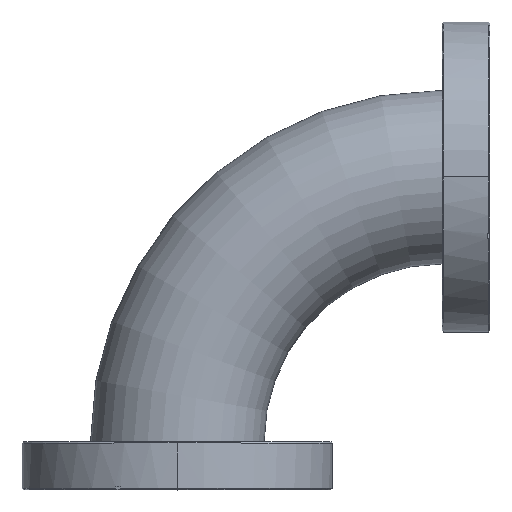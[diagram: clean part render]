
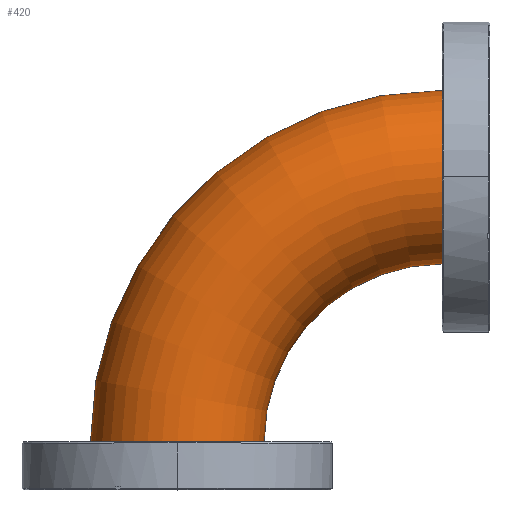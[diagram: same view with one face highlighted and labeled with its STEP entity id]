
A CAD part, top view. The second image highlights one B-rep face of the part: STEP entity #420.
In plain terms, the highlighted toroidal (fillet/blend) face has major radius 96.8 mm and minor radius 31.75 mm.
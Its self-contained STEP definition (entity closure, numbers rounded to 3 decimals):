
#1 = ORIENTED_EDGE ( 'NONE', *, *, #2547, .T. ) ;
#60 = CARTESIAN_POINT ( 'NONE',  ( 0., 96.8, 31.75 ) ) ;
#159 = DIRECTION ( 'NONE',  ( 0., 0., 1. ) ) ;
#207 = DIRECTION ( 'NONE',  ( 0., 0., -1. ) ) ;
#250 = CARTESIAN_POINT ( 'NONE',  ( 0., 128.55, 0. ) ) ;
#319 = CARTESIAN_POINT ( 'NONE',  ( -128.55, 0., 0. ) ) ;
#420 = ADVANCED_FACE ( 'NONE', ( #2603 ), #2013, .T. ) ;
#459 = CARTESIAN_POINT ( 'NONE',  ( 0., 96.8, 0. ) ) ;
#470 = ORIENTED_EDGE ( 'NONE', *, *, #865, .F. ) ;
#478 = CIRCLE ( 'NONE', #2139, 31.75 ) ;
#603 = CARTESIAN_POINT ( 'NONE',  ( 0., 0., 0. ) ) ;
#639 = CARTESIAN_POINT ( 'NONE',  ( 0., 96.8, 0. ) ) ;
#664 = EDGE_CURVE ( 'NONE', #1295, #1280, #845, .T. ) ;
#700 = DIRECTION ( 'NONE',  ( 0., 0., -1. ) ) ;
#845 = CIRCLE ( 'NONE', #2709, 31.75 ) ;
#848 = DIRECTION ( 'NONE',  ( 1., 0., 0. ) ) ;
#865 = EDGE_CURVE ( 'NONE', #1673, #1295, #2148, .T. ) ;
#970 = CARTESIAN_POINT ( 'NONE',  ( 0., 65.05, 0. ) ) ;
#982 = AXIS2_PLACEMENT_3D ( 'NONE', #459, #2053, #700 ) ;
#1033 = CIRCLE ( 'NONE', #982, 31.75 ) ;
#1084 = CARTESIAN_POINT ( 'NONE',  ( -65.05, 0., 0. ) ) ;
#1133 = EDGE_CURVE ( 'NONE', #1210, #2301, #2564, .T. ) ;
#1210 = VERTEX_POINT ( 'NONE', #250 ) ;
#1231 = DIRECTION ( 'NONE',  ( 0., -1., 0. ) ) ;
#1280 = VERTEX_POINT ( 'NONE', #2903 ) ;
#1295 = VERTEX_POINT ( 'NONE', #1084 ) ;
#1360 = DIRECTION ( 'NONE',  ( 0., 0., 1. ) ) ;
#1449 = CARTESIAN_POINT ( 'NONE',  ( -96.8, 0., 0. ) ) ;
#1461 = DIRECTION ( 'NONE',  ( 0., 0., -1. ) ) ;
#1557 = AXIS2_PLACEMENT_3D ( 'NONE', #603, #2189, #848 ) ;
#1601 = EDGE_LOOP ( 'NONE', ( #2572, #2102, #2563, #2275, #470, #1 ) ) ;
#1655 = AXIS2_PLACEMENT_3D ( 'NONE', #2712, #1360, #2920 ) ;
#1673 = VERTEX_POINT ( 'NONE', #970 ) ;
#1795 = DIRECTION ( 'NONE',  ( 0., -1., 0. ) ) ;
#1840 = AXIS2_PLACEMENT_3D ( 'NONE', #1962, #159, #1984 ) ;
#1962 = CARTESIAN_POINT ( 'NONE',  ( 0., 0., 0. ) ) ;
#1963 = CIRCLE ( 'NONE', #2878, 31.75 ) ;
#1984 = DIRECTION ( 'NONE',  ( 1., 0., 0. ) ) ;
#2013 = TOROIDAL_SURFACE ( 'NONE', #1840, 96.8, 31.75 ) ;
#2053 = DIRECTION ( 'NONE',  ( -1., 0., 0. ) ) ;
#2102 = ORIENTED_EDGE ( 'NONE', *, *, #1133, .T. ) ;
#2139 = AXIS2_PLACEMENT_3D ( 'NONE', #1449, #1231, #1461 ) ;
#2148 = CIRCLE ( 'NONE', #1655, 65.05 ) ;
#2158 = EDGE_CURVE ( 'NONE', #2244, #1210, #1963, .T. ) ;
#2189 = DIRECTION ( 'NONE',  ( 0., 0., 1. ) ) ;
#2244 = VERTEX_POINT ( 'NONE', #60 ) ;
#2263 = EDGE_CURVE ( 'NONE', #1280, #2301, #478, .T. ) ;
#2275 = ORIENTED_EDGE ( 'NONE', *, *, #664, .F. ) ;
#2301 = VERTEX_POINT ( 'NONE', #319 ) ;
#2547 = EDGE_CURVE ( 'NONE', #1673, #2244, #1033, .T. ) ;
#2563 = ORIENTED_EDGE ( 'NONE', *, *, #2263, .F. ) ;
#2564 = CIRCLE ( 'NONE', #1557, 128.55 ) ;
#2572 = ORIENTED_EDGE ( 'NONE', *, *, #2158, .T. ) ;
#2603 = FACE_OUTER_BOUND ( 'NONE', #1601, .T. ) ;
#2653 = DIRECTION ( 'NONE',  ( -1., 0., 0. ) ) ;
#2709 = AXIS2_PLACEMENT_3D ( 'NONE', #2910, #1795, #207 ) ;
#2712 = CARTESIAN_POINT ( 'NONE',  ( 0., 0., 0. ) ) ;
#2870 = DIRECTION ( 'NONE',  ( 0., 0., -1. ) ) ;
#2878 = AXIS2_PLACEMENT_3D ( 'NONE', #639, #2653, #2870 ) ;
#2903 = CARTESIAN_POINT ( 'NONE',  ( -96.8, 0., 31.75 ) ) ;
#2910 = CARTESIAN_POINT ( 'NONE',  ( -96.8, 0., 0. ) ) ;
#2920 = DIRECTION ( 'NONE',  ( 1., 0., 0. ) ) ;
